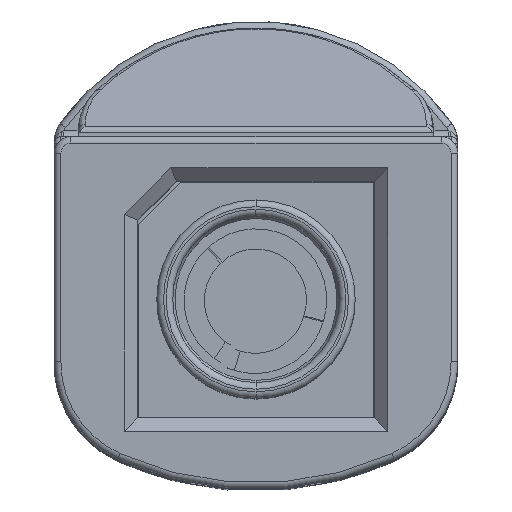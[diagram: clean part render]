
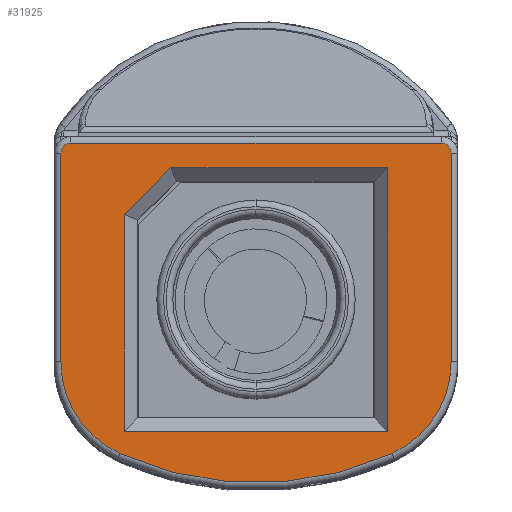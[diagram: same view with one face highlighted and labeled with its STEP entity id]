
A CAD part, top view. The second image highlights one B-rep face of the part: STEP entity #31925.
In plain terms, the highlighted planar face has unit normal (0, 0, 1).
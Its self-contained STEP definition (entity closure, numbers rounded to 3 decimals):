
#6259=DIRECTION('',(0.707,0.707,0.));
#6260=VECTOR('',#6259,1.958);
#6261=CARTESIAN_POINT('',(-3.915,2.531,4.6));
#6262=LINE('',#6261,#6260);
#6267=CARTESIAN_POINT('',(5.5,4.35,4.6));
#6268=DIRECTION('',(0.,0.,-1.));
#6269=DIRECTION('',(0.,1.,0.));
#6270=AXIS2_PLACEMENT_3D('',#6267,#6268,#6269);
#6272=DIRECTION('',(0.,-1.,0.));
#6273=VECTOR('',#6272,6.197);
#6274=CARTESIAN_POINT('',(5.8,4.35,4.6));
#6275=LINE('',#6274,#6273);
#6276=CARTESIAN_POINT('',(2.8,-1.847,4.6));
#6277=DIRECTION('',(0.,0.,-1.));
#6278=DIRECTION('',(1.,0.,0.));
#6279=AXIS2_PLACEMENT_3D('',#6276,#6277,#6278);
#6281=CARTESIAN_POINT('',(0.,4.35,4.6));
#6282=DIRECTION('',(0.,0.,-1.));
#6283=DIRECTION('',(0.412,-0.911,0.));
#6284=AXIS2_PLACEMENT_3D('',#6281,#6282,#6283);
#6286=CARTESIAN_POINT('',(-2.8,-1.847,4.6));
#6287=DIRECTION('',(0.,0.,-1.));
#6288=DIRECTION('',(-0.412,-0.911,0.));
#6289=AXIS2_PLACEMENT_3D('',#6286,#6287,#6288);
#6291=DIRECTION('',(0.,1.,0.));
#6292=VECTOR('',#6291,6.197);
#6293=CARTESIAN_POINT('',(-5.8,-1.847,4.6));
#6294=LINE('',#6293,#6292);
#6295=CARTESIAN_POINT('',(-5.5,4.35,4.6));
#6296=DIRECTION('',(0.,0.,-1.));
#6297=DIRECTION('',(-1.,0.,0.));
#6298=AXIS2_PLACEMENT_3D('',#6295,#6296,#6297);
#6300=DIRECTION('',(1.,0.,0.));
#6301=VECTOR('',#6300,11.);
#6302=CARTESIAN_POINT('',(-5.5,4.65,4.6));
#6303=LINE('',#6302,#6301);
#11131=DIRECTION('',(-1.,0.,0.));
#11132=VECTOR('',#11131,6.446);
#11133=CARTESIAN_POINT('',(3.915,3.915,4.6));
#11134=LINE('',#11133,#11132);
#11147=DIRECTION('',(0.,1.,0.));
#11148=VECTOR('',#11147,7.83);
#11149=CARTESIAN_POINT('',(3.915,-3.915,4.6));
#11150=LINE('',#11149,#11148);
#11159=DIRECTION('',(1.,0.,0.));
#11160=VECTOR('',#11159,7.83);
#11161=CARTESIAN_POINT('',(-3.915,-3.915,4.6));
#11162=LINE('',#11161,#11160);
#11171=DIRECTION('',(0.,-1.,0.));
#11172=VECTOR('',#11171,6.446);
#11173=CARTESIAN_POINT('',(-3.915,2.531,4.6));
#11174=LINE('',#11173,#11172);
#16382=CARTESIAN_POINT('',(-3.915,2.531,4.6));
#16383=CARTESIAN_POINT('',(-2.531,3.915,4.6));
#16384=VERTEX_POINT('',#16382);
#16385=VERTEX_POINT('',#16383);
#16390=CARTESIAN_POINT('',(-3.915,-3.915,4.6));
#16391=VERTEX_POINT('',#16390);
#16394=CARTESIAN_POINT('',(3.915,-3.915,4.6));
#16395=VERTEX_POINT('',#16394);
#16398=CARTESIAN_POINT('',(3.915,3.915,4.6));
#16399=VERTEX_POINT('',#16398);
#18398=CARTESIAN_POINT('',(5.5,4.65,4.6));
#18399=CARTESIAN_POINT('',(5.8,4.35,4.6));
#18400=VERTEX_POINT('',#18398);
#18401=VERTEX_POINT('',#18399);
#18404=CARTESIAN_POINT('',(5.8,-1.847,4.6));
#18405=VERTEX_POINT('',#18404);
#18408=CARTESIAN_POINT('',(4.035,-4.581,4.6));
#18409=VERTEX_POINT('',#18408);
#18412=CARTESIAN_POINT('',(-4.035,-4.581,4.6));
#18413=VERTEX_POINT('',#18412);
#18416=CARTESIAN_POINT('',(-5.8,-1.847,4.6));
#18417=VERTEX_POINT('',#18416);
#18420=CARTESIAN_POINT('',(-5.8,4.35,4.6));
#18421=VERTEX_POINT('',#18420);
#18424=CARTESIAN_POINT('',(-5.5,4.65,4.6));
#18425=VERTEX_POINT('',#18424);
#31891=CARTESIAN_POINT('',(0.,0.,4.6));
#31892=DIRECTION('',(0.,0.,1.));
#31893=DIRECTION('',(0.,1.,0.));
#31894=AXIS2_PLACEMENT_3D('',#31891,#31892,#31893);
#31895=PLANE('',#31894);
#31897=ORIENTED_EDGE('',*,*,#31896,.T.);
#31899=ORIENTED_EDGE('',*,*,#31898,.T.);
#31901=ORIENTED_EDGE('',*,*,#31900,.T.);
#31903=ORIENTED_EDGE('',*,*,#31902,.T.);
#31905=ORIENTED_EDGE('',*,*,#31904,.T.);
#31907=ORIENTED_EDGE('',*,*,#31906,.T.);
#31909=ORIENTED_EDGE('',*,*,#31908,.T.);
#31911=ORIENTED_EDGE('',*,*,#31910,.T.);
#31912=EDGE_LOOP('',(#31897,#31899,#31901,#31903,#31905,#31907,#31909,#31911));
#31913=FACE_OUTER_BOUND('',#31912,.F.);
#31915=ORIENTED_EDGE('',*,*,#31914,.T.);
#31916=ORIENTED_EDGE('',*,*,#31869,.F.);
#31918=ORIENTED_EDGE('',*,*,#31917,.T.);
#31920=ORIENTED_EDGE('',*,*,#31919,.T.);
#31922=ORIENTED_EDGE('',*,*,#31921,.T.);
#31923=EDGE_LOOP('',(#31915,#31916,#31918,#31920,#31922));
#31924=FACE_BOUND('',#31923,.F.);
#6271=CIRCLE('',#6270,0.3);
#6280=CIRCLE('',#6279,3.);
#6285=CIRCLE('',#6284,9.8);
#6290=CIRCLE('',#6289,3.);
#6299=CIRCLE('',#6298,0.3);
#31869=EDGE_CURVE('',#16384,#16385,#6262,.T.);
#31896=EDGE_CURVE('',#18400,#18401,#6271,.T.);
#31898=EDGE_CURVE('',#18401,#18405,#6275,.T.);
#31900=EDGE_CURVE('',#18405,#18409,#6280,.T.);
#31902=EDGE_CURVE('',#18409,#18413,#6285,.T.);
#31904=EDGE_CURVE('',#18413,#18417,#6290,.T.);
#31906=EDGE_CURVE('',#18417,#18421,#6294,.T.);
#31908=EDGE_CURVE('',#18421,#18425,#6299,.T.);
#31910=EDGE_CURVE('',#18425,#18400,#6303,.T.);
#31914=EDGE_CURVE('',#16399,#16385,#11134,.T.);
#31917=EDGE_CURVE('',#16384,#16391,#11174,.T.);
#31919=EDGE_CURVE('',#16391,#16395,#11162,.T.);
#31921=EDGE_CURVE('',#16395,#16399,#11150,.T.);
#31925=ADVANCED_FACE('',(#31913,#31924),#31895,.T.);
